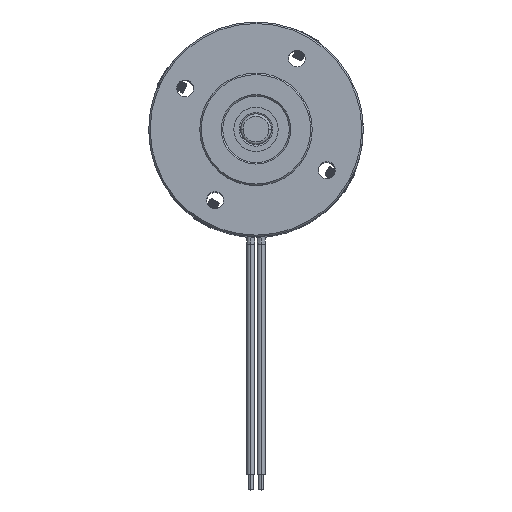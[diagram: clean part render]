
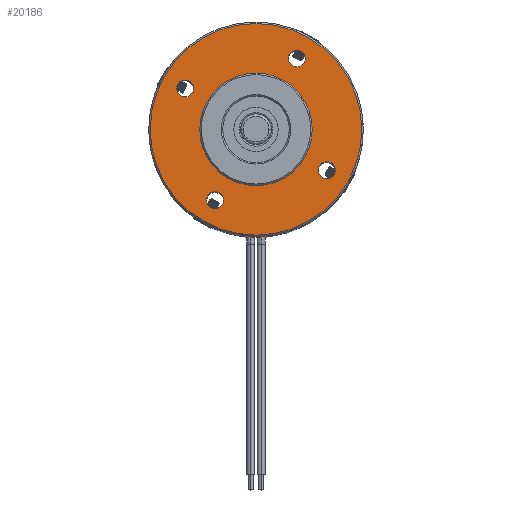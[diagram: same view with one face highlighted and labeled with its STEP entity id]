
A CAD part, top view. The second image highlights one B-rep face of the part: STEP entity #20186.
In plain terms, the highlighted planar face has unit normal (0, 0, 1).
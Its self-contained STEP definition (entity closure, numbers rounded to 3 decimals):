
#373 = DIRECTION ( 'NONE',  ( 0., 0., 1. ) ) ;
#514 = AXIS2_PLACEMENT_3D ( 'NONE', #22293, #8035, #48420 ) ;
#820 = ORIENTED_EDGE ( 'NONE', *, *, #18723, .T. ) ;
#2709 = ORIENTED_EDGE ( 'NONE', *, *, #20168, .F. ) ;
#2888 = EDGE_LOOP ( 'NONE', ( #65073, #21727 ) ) ;
#2909 = CARTESIAN_POINT ( 'NONE',  ( 13.856, -8., 90. ) ) ;
#3119 = CARTESIAN_POINT ( 'NONE',  ( -12.427, 7.175, 90. ) ) ;
#4035 = VERTEX_POINT ( 'NONE', #24206 ) ;
#5292 = CIRCLE ( 'NONE', #42316, 1.65 ) ;
#5436 = CARTESIAN_POINT ( 'NONE',  ( 0., 0., 90. ) ) ;
#5443 = DIRECTION ( 'NONE',  ( 0.866, -0.5, 0. ) ) ;
#5768 = DIRECTION ( 'NONE',  ( 0., 0., 1. ) ) ;
#6324 = CARTESIAN_POINT ( 'NONE',  ( 13.856, -8., 90. ) ) ;
#6390 = CARTESIAN_POINT ( 'NONE',  ( -10.35, -17.927, 90. ) ) ;
#7223 = CARTESIAN_POINT ( 'NONE',  ( 0., 0., 90. ) ) ;
#7268 = VERTEX_POINT ( 'NONE', #62456 ) ;
#7754 = CIRCLE ( 'NONE', #20463, 1.65 ) ;
#8035 = DIRECTION ( 'NONE',  ( 0., 0., -1. ) ) ;
#8249 = CARTESIAN_POINT ( 'NONE',  ( -5.5, -9.526, 90. ) ) ;
#9518 = EDGE_LOOP ( 'NONE', ( #54442, #58467 ) ) ;
#9740 = DIRECTION ( 'NONE',  ( 0., 0., -1. ) ) ;
#10864 = DIRECTION ( 'NONE',  ( -0.5, -0.866, 0. ) ) ;
#10990 = AXIS2_PLACEMENT_3D ( 'NONE', #37743, #60186, #44322 ) ;
#11232 = AXIS2_PLACEMENT_3D ( 'NONE', #5436, #5768, #31288 ) ;
#11399 = AXIS2_PLACEMENT_3D ( 'NONE', #28911, #35160, #49084 ) ;
#12458 = CIRCLE ( 'NONE', #11399, 1.65 ) ;
#12551 = CIRCLE ( 'NONE', #27364, 1.65 ) ;
#13996 = PLANE ( 'NONE',  #30419 ) ;
#16052 = CARTESIAN_POINT ( 'NONE',  ( -6.571, -14.681, 90. ) ) ;
#18323 = EDGE_CURVE ( 'NONE', #65278, #30258, #12551, .T. ) ;
#18723 = EDGE_CURVE ( 'NONE', #37927, #27086, #52709, .T. ) ;
#20168 = EDGE_CURVE ( 'NONE', #30258, #65278, #12458, .T. ) ;
#20186 = ADVANCED_FACE ( 'NONE', ( #64324, #54050, #39151, #25251, #30222, #60000 ), #13996, .T. ) ;
#20463 = AXIS2_PLACEMENT_3D ( 'NONE', #57296, #21548, #22214 ) ;
#21203 = VERTEX_POINT ( 'NONE', #49655 ) ;
#21548 = DIRECTION ( 'NONE',  ( 0., 0., 1. ) ) ;
#21727 = ORIENTED_EDGE ( 'NONE', *, *, #34356, .F. ) ;
#22214 = DIRECTION ( 'NONE',  ( 0.866, -0.5, 0. ) ) ;
#22293 = CARTESIAN_POINT ( 'NONE',  ( 0., 0., 90. ) ) ;
#23052 = EDGE_CURVE ( 'NONE', #25590, #4035, #5292, .T. ) ;
#23120 = DIRECTION ( 'NONE',  ( 0., 0., 1. ) ) ;
#24206 = CARTESIAN_POINT ( 'NONE',  ( -9.429, -13.031, 90. ) ) ;
#24543 = VERTEX_POINT ( 'NONE', #27686 ) ;
#24928 = CARTESIAN_POINT ( 'NONE',  ( 10.5, 18.187, 90. ) ) ;
#25251 = FACE_BOUND ( 'NONE', #2888, .T. ) ;
#25590 = VERTEX_POINT ( 'NONE', #16052 ) ;
#26355 = EDGE_LOOP ( 'NONE', ( #49505, #36076 ) ) ;
#26529 = CARTESIAN_POINT ( 'NONE',  ( 12.427, -7.175, 90. ) ) ;
#27086 = VERTEX_POINT ( 'NONE', #6390 ) ;
#27364 = AXIS2_PLACEMENT_3D ( 'NONE', #28490, #33115, #63557 ) ;
#27686 = CARTESIAN_POINT ( 'NONE',  ( 9.429, 13.031, 90. ) ) ;
#27881 = EDGE_CURVE ( 'NONE', #44236, #21203, #56341, .T. ) ;
#28058 = EDGE_CURVE ( 'NONE', #37609, #58726, #34145, .T. ) ;
#28146 = EDGE_LOOP ( 'NONE', ( #33508, #820 ) ) ;
#28490 = CARTESIAN_POINT ( 'NONE',  ( -13.856, 8., 90. ) ) ;
#28583 = CARTESIAN_POINT ( 'NONE',  ( 15.285, -8.825, 90. ) ) ;
#28911 = CARTESIAN_POINT ( 'NONE',  ( -13.856, 8., 90. ) ) ;
#28992 = AXIS2_PLACEMENT_3D ( 'NONE', #2909, #23120, #43304 ) ;
#29253 = DIRECTION ( 'NONE',  ( 0., -1., 0. ) ) ;
#30222 = FACE_BOUND ( 'NONE', #9518, .T. ) ;
#30258 = VERTEX_POINT ( 'NONE', #30459 ) ;
#30419 = AXIS2_PLACEMENT_3D ( 'NONE', #24928, #45104, #29253 ) ;
#30459 = CARTESIAN_POINT ( 'NONE',  ( -15.285, 8.825, 90. ) ) ;
#30661 = ORIENTED_EDGE ( 'NONE', *, *, #40126, .F. ) ;
#31284 = CIRCLE ( 'NONE', #62977, 1.65 ) ;
#31288 = DIRECTION ( 'NONE',  ( -0.5, -0.866, 0. ) ) ;
#33115 = DIRECTION ( 'NONE',  ( 0., 0., 1. ) ) ;
#33508 = ORIENTED_EDGE ( 'NONE', *, *, #53544, .T. ) ;
#34145 = CIRCLE ( 'NONE', #53131, 1.65 ) ;
#34356 = EDGE_CURVE ( 'NONE', #58726, #37609, #53313, .T. ) ;
#34609 = CARTESIAN_POINT ( 'NONE',  ( 8., 13.856, 90. ) ) ;
#35160 = DIRECTION ( 'NONE',  ( 0., 0., 1. ) ) ;
#35707 = DIRECTION ( 'NONE',  ( 0., 0., 1. ) ) ;
#36076 = ORIENTED_EDGE ( 'NONE', *, *, #37148, .T. ) ;
#37148 = EDGE_CURVE ( 'NONE', #21203, #44236, #43911, .T. ) ;
#37429 = CIRCLE ( 'NONE', #10990, 1.65 ) ;
#37609 = VERTEX_POINT ( 'NONE', #26529 ) ;
#37743 = CARTESIAN_POINT ( 'NONE',  ( 8., 13.856, 90. ) ) ;
#37927 = VERTEX_POINT ( 'NONE', #38652 ) ;
#38652 = CARTESIAN_POINT ( 'NONE',  ( 10.35, 17.927, 90. ) ) ;
#38784 = EDGE_LOOP ( 'NONE', ( #30661, #62320 ) ) ;
#39151 = FACE_BOUND ( 'NONE', #38784, .T. ) ;
#39215 = CARTESIAN_POINT ( 'NONE',  ( 0., 0., 90. ) ) ;
#40126 = EDGE_CURVE ( 'NONE', #4035, #25590, #7754, .T. ) ;
#41656 = DIRECTION ( 'NONE',  ( 0., 0., 1. ) ) ;
#41749 = DIRECTION ( 'NONE',  ( 0.866, -0.5, 0. ) ) ;
#42126 = AXIS2_PLACEMENT_3D ( 'NONE', #7223, #41656, #10864 ) ;
#42316 = AXIS2_PLACEMENT_3D ( 'NONE', #55896, #35707, #55571 ) ;
#42593 = AXIS2_PLACEMENT_3D ( 'NONE', #39215, #9740, #44516 ) ;
#42784 = ORIENTED_EDGE ( 'NONE', *, *, #18323, .F. ) ;
#43304 = DIRECTION ( 'NONE',  ( 0.866, -0.5, 0. ) ) ;
#43911 = CIRCLE ( 'NONE', #514, 11. ) ;
#44236 = VERTEX_POINT ( 'NONE', #8249 ) ;
#44322 = DIRECTION ( 'NONE',  ( 0.866, -0.5, 0. ) ) ;
#44516 = DIRECTION ( 'NONE',  ( 0.5, 0.866, 0. ) ) ;
#45104 = DIRECTION ( 'NONE',  ( 0., 0., 1. ) ) ;
#46886 = EDGE_CURVE ( 'NONE', #24543, #7268, #37429, .T. ) ;
#48249 = CIRCLE ( 'NONE', #11232, 20.7 ) ;
#48420 = DIRECTION ( 'NONE',  ( 0.5, 0.866, 0. ) ) ;
#49084 = DIRECTION ( 'NONE',  ( 0.866, -0.5, 0. ) ) ;
#49505 = ORIENTED_EDGE ( 'NONE', *, *, #27881, .T. ) ;
#49655 = CARTESIAN_POINT ( 'NONE',  ( 5.5, 9.526, 90. ) ) ;
#50785 = DIRECTION ( 'NONE',  ( 0., 0., 1. ) ) ;
#52709 = CIRCLE ( 'NONE', #42126, 20.7 ) ;
#53131 = AXIS2_PLACEMENT_3D ( 'NONE', #6324, #373, #41749 ) ;
#53313 = CIRCLE ( 'NONE', #28992, 1.65 ) ;
#53544 = EDGE_CURVE ( 'NONE', #27086, #37927, #48249, .T. ) ;
#54004 = EDGE_LOOP ( 'NONE', ( #2709, #42784 ) ) ;
#54050 = FACE_BOUND ( 'NONE', #54004, .T. ) ;
#54442 = ORIENTED_EDGE ( 'NONE', *, *, #58101, .F. ) ;
#55571 = DIRECTION ( 'NONE',  ( 0.866, -0.5, 0. ) ) ;
#55896 = CARTESIAN_POINT ( 'NONE',  ( -8., -13.856, 90. ) ) ;
#56341 = CIRCLE ( 'NONE', #42593, 11. ) ;
#57296 = CARTESIAN_POINT ( 'NONE',  ( -8., -13.856, 90. ) ) ;
#58101 = EDGE_CURVE ( 'NONE', #7268, #24543, #31284, .T. ) ;
#58467 = ORIENTED_EDGE ( 'NONE', *, *, #46886, .F. ) ;
#58726 = VERTEX_POINT ( 'NONE', #28583 ) ;
#60000 = FACE_BOUND ( 'NONE', #26355, .T. ) ;
#60186 = DIRECTION ( 'NONE',  ( 0., 0., 1. ) ) ;
#62320 = ORIENTED_EDGE ( 'NONE', *, *, #23052, .F. ) ;
#62456 = CARTESIAN_POINT ( 'NONE',  ( 6.571, 14.681, 90. ) ) ;
#62977 = AXIS2_PLACEMENT_3D ( 'NONE', #34609, #50785, #5443 ) ;
#63557 = DIRECTION ( 'NONE',  ( 0.866, -0.5, 0. ) ) ;
#64324 = FACE_OUTER_BOUND ( 'NONE', #28146, .T. ) ;
#65073 = ORIENTED_EDGE ( 'NONE', *, *, #28058, .F. ) ;
#65278 = VERTEX_POINT ( 'NONE', #3119 ) ;
